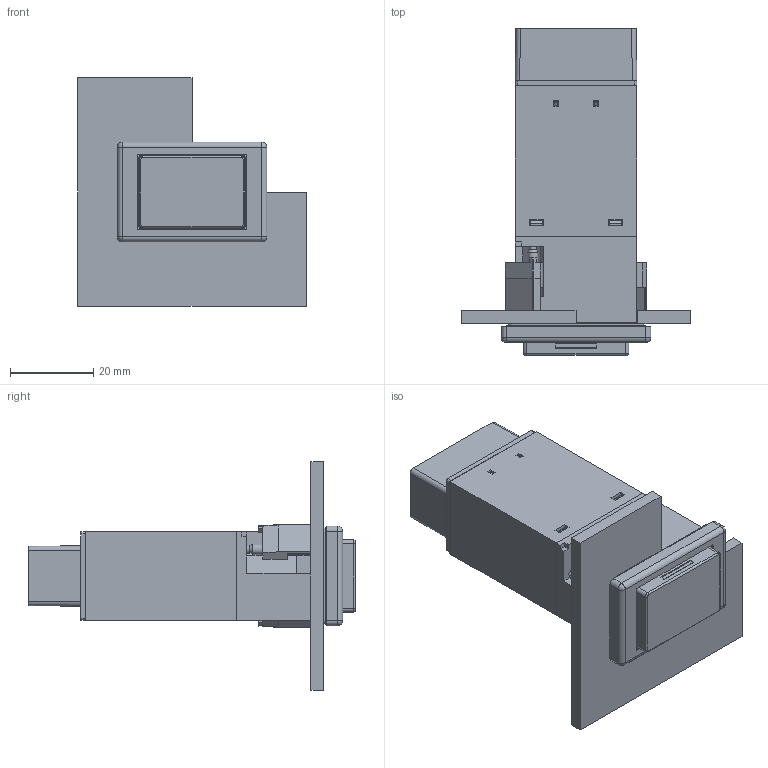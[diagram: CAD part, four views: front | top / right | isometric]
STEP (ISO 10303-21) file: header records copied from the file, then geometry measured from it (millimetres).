
FILE_DESCRIPTION(/* description */ ('Unknown'),/* implementation_level */ '2;1');
FILE_NAME(/* name */ '16_LDT_DHfl_Steck_1NO-1NC_00343172',/* time_stamp */ '2020-07-27T12:08:52+02:00',/* author */ ('Unknown'),/* organization */ ('Unknown'),/* preprocessor_version */ 'ST-DEVELOPER v16.7',/* originating_system */ 'DEX',/* authorisation */ $);
FILE_SCHEMA (('AUTOMOTIVE_DESIGN {1 0 10303 214 3 1 1}'));
Length unit declared in the file: millimetre
Products named in the file (13): LDT_DHfl_Steck_1NO-1NC_00343172; Front_platte_BR22_00343032; Gehaeuse-Oberteil_LM-LDT_komplett_00343071; Gehaeuse-Oberteil_LM-LDT_00341997; Klemmstueck_00341998; Druckhaube_flach_00343099; Klemmschraube_00341999; Rahmendichtung_Einbau_00343070; Gehaeuse-Unterteil_Steckanschluss_kompl_00343023; Gehaeuse-Unterteil_Steckanschluss_00342000; Kontaktarm_00343017; Klemmenabdeckung_Steckanschluss_LDT_00342001; Frontrahmen_00343096
Assembly tree (19 placements, depth 3):
  LDT_DHfl_Steck_1NO-1NC_00343172
    Front_platte_BR22_00343032
    Gehaeuse-Oberteil_LM-LDT_komplett_00343071
      Gehaeuse-Oberteil_LM-LDT_00341997
      Klemmstueck_00341998  x2
      Druckhaube_flach_00343099
      Klemmschraube_00341999  x2
      Rahmendichtung_Einbau_00343070
    Gehaeuse-Unterteil_Steckanschluss_kompl_00343023
      Gehaeuse-Unterteil_Steckanschluss_00342000
      Kontaktarm_00343017  x6
      Klemmenabdeckung_Steckanschluss_LDT_00342001
    Frontrahmen_00343096
Bounding box: 55 x 78.45 x 55 mm (x, y, z)
Volume: 24153.3 mm3; surface area: 31835.5 mm2
Topology: 17 solids, 17 shells, 992 faces, 2584 edges, 1641 vertices
Faces by surface type: plane 782, cylinder 132, cone 36, torus 28, sphere 10, bspline 4
Full cylindrical faces by diameter (mm): 1.5 x2, 1.65 x6, 1.8 x4, 2 x2, 2.05 x2, 2.37 x2, 2.5 x2, 2.6 x2, 4.8 x2, 15.3 x1, 16.3 x1, 17.7 x1, 18 x1, 18.6 x1
Entity records: 24177 total; most frequent: CARTESIAN_POINT 4277, ORIENTED_EDGE 4054, DIRECTION 3927, EDGE_CURVE 2027, LINE 1705, VECTOR 1705, VERTEX_POINT 1297, AXIS2_PLACEMENT_3D 1111
